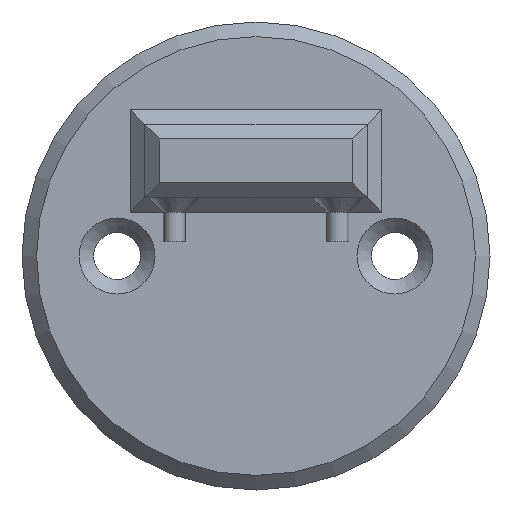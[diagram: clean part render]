
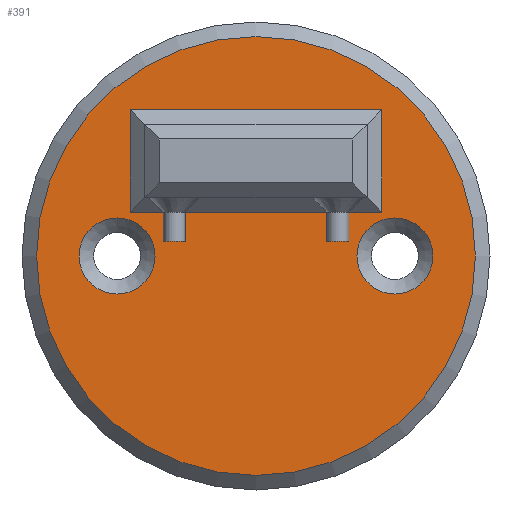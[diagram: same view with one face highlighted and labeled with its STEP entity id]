
A CAD part, front view. The second image highlights one B-rep face of the part: STEP entity #391.
In plain terms, the highlighted planar face has unit normal (0, -1, 0).
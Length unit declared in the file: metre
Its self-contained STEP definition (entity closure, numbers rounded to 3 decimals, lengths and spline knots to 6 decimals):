
#20=LINE('',#622,#48);
#21=LINE('',#625,#49);
#22=LINE('',#627,#50);
#23=LINE('',#629,#51);
#48=VECTOR('',#501,1.);
#49=VECTOR('',#502,1.);
#50=VECTOR('',#503,1.);
#51=VECTOR('',#504,1.);
#76=PLANE('',#440);
#99=ORIENTED_EDGE('',*,*,#191,.T.);
#100=ORIENTED_EDGE('',*,*,#192,.T.);
#101=ORIENTED_EDGE('',*,*,#193,.T.);
#102=ORIENTED_EDGE('',*,*,#194,.T.);
#103=ORIENTED_EDGE('',*,*,#195,.T.);
#104=ORIENTED_EDGE('',*,*,#196,.T.);
#105=ORIENTED_EDGE('',*,*,#197,.T.);
#191=EDGE_CURVE('',#237,#238,#20,.T.);
#192=EDGE_CURVE('',#238,#239,#21,.T.);
#193=EDGE_CURVE('',#239,#240,#22,.T.);
#194=EDGE_CURVE('',#240,#237,#23,.T.);
#195=EDGE_CURVE('',#241,#241,#271,.F.);
#196=EDGE_CURVE('',#242,#242,#272,.F.);
#197=EDGE_CURVE('',#243,#243,#273,.T.);
#237=VERTEX_POINT('',#623);
#238=VERTEX_POINT('',#624);
#239=VERTEX_POINT('',#626);
#240=VERTEX_POINT('',#628);
#241=VERTEX_POINT('',#631);
#242=VERTEX_POINT('',#633);
#243=VERTEX_POINT('',#635);
#271=CIRCLE('',#441,0.0026);
#272=CIRCLE('',#442,0.0026);
#273=CIRCLE('',#443,0.015);
#289=EDGE_LOOP('',(#99,#100,#101,#102));
#290=EDGE_LOOP('',(#103));
#291=EDGE_LOOP('',(#104));
#292=EDGE_LOOP('',(#105));
#339=FACE_BOUND('',#289,.T.);
#340=FACE_BOUND('',#290,.T.);
#341=FACE_BOUND('',#291,.T.);
#342=FACE_BOUND('',#292,.T.);
#391=ADVANCED_FACE('',(#339,#340,#341,#342),#76,.T.);
#440=AXIS2_PLACEMENT_3D('',#621,#499,#500);
#441=AXIS2_PLACEMENT_3D('',#630,#505,#506);
#442=AXIS2_PLACEMENT_3D('',#632,#507,#508);
#443=AXIS2_PLACEMENT_3D('',#634,#509,#510);
#499=DIRECTION('',(0.,-1.,0.));
#500=DIRECTION('',(1.,0.,0.));
#501=DIRECTION('',(-1.,0.,0.));
#502=DIRECTION('',(0.,0.,1.));
#503=DIRECTION('',(1.,0.,0.));
#504=DIRECTION('',(0.,0.,-1.));
#505=DIRECTION('',(0.,-1.,0.));
#506=DIRECTION('',(0.,0.,-1.));
#507=DIRECTION('',(0.,-1.,0.));
#508=DIRECTION('',(0.,0.,-1.));
#509=DIRECTION('',(0.,-1.,0.));
#510=DIRECTION('',(0.,0.,-1.));
#621=CARTESIAN_POINT('',(0.,-0.008,0.));
#622=CARTESIAN_POINT('',(0.,-0.008,0.003));
#623=CARTESIAN_POINT('',(0.0086,-0.008,0.003));
#624=CARTESIAN_POINT('',(-0.0086,-0.008,0.003));
#625=CARTESIAN_POINT('',(-0.0086,-0.008,0.));
#626=CARTESIAN_POINT('',(-0.0086,-0.008,0.01));
#627=CARTESIAN_POINT('',(0.0076,-0.008,0.01));
#628=CARTESIAN_POINT('',(0.0086,-0.008,0.01));
#629=CARTESIAN_POINT('',(0.0086,-0.008,0.004));
#630=CARTESIAN_POINT('',(-0.0095,-0.008,0.));
#631=CARTESIAN_POINT('',(-0.0095,-0.008,-0.0026));
#632=CARTESIAN_POINT('',(0.0095,-0.008,0.));
#633=CARTESIAN_POINT('',(0.0095,-0.008,-0.0026));
#634=CARTESIAN_POINT('',(0.,-0.008,0.));
#635=CARTESIAN_POINT('',(0.,-0.008,-0.015));
